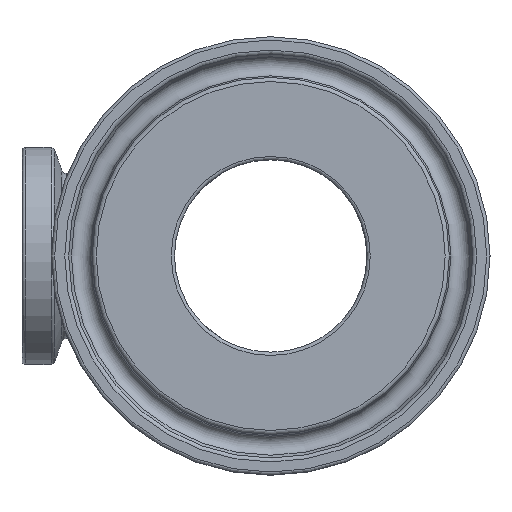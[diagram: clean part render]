
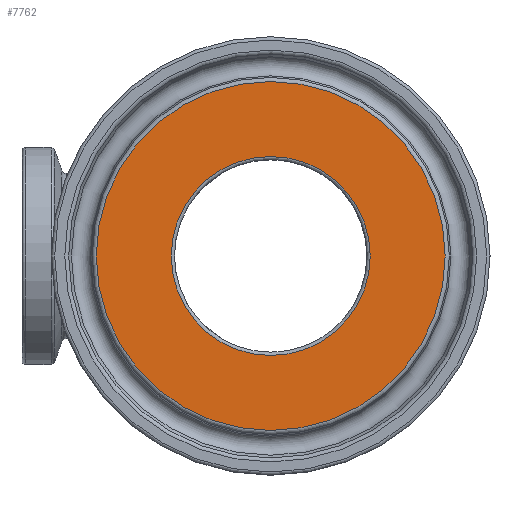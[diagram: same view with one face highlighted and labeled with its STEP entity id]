
A CAD part, left-side view. The second image highlights one B-rep face of the part: STEP entity #7762.
In plain terms, the highlighted planar face has unit normal (-1, 0, 0).
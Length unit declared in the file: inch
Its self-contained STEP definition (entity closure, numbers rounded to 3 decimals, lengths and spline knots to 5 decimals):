
#174=FACE_BOUND('',#1499,.T.);
#374=PLANE('',#8253);
#980=FACE_OUTER_BOUND('',#1498,.T.);
#1498=EDGE_LOOP('',(#7167));
#1499=EDGE_LOOP('',(#7168));
#2738=CIRCLE('',#8252,0.45);
#2739=CIRCLE('',#8254,0.78916);
#3860=VERTEX_POINT('',#16811);
#3861=VERTEX_POINT('',#16814);
#4972=EDGE_CURVE('',#3860,#3860,#2738,.T.);
#4973=EDGE_CURVE('',#3861,#3861,#2739,.T.);
#7167=ORIENTED_EDGE('',*,*,#4973,.F.);
#7168=ORIENTED_EDGE('',*,*,#4972,.F.);
#7762=ADVANCED_FACE('',(#980,#174),#374,.T.);
#8252=AXIS2_PLACEMENT_3D('',#16812,#9736,#9737);
#8253=AXIS2_PLACEMENT_3D('',#16813,#9738,#9739);
#8254=AXIS2_PLACEMENT_3D('',#16815,#9740,#9741);
#9736=DIRECTION('center_axis',(-1.,0.,0.));
#9737=DIRECTION('ref_axis',(0.,-1.,0.));
#9738=DIRECTION('center_axis',(-1.,0.,0.));
#9739=DIRECTION('ref_axis',(0.,0.,1.));
#9740=DIRECTION('center_axis',(1.,0.,0.));
#9741=DIRECTION('ref_axis',(0.,-1.,0.));
#16811=CARTESIAN_POINT('',(-0.5,0.45,0.));
#16812=CARTESIAN_POINT('Origin',(-0.5,0.,0.));
#16813=CARTESIAN_POINT('Origin',(-0.5,0.80316,0.));
#16814=CARTESIAN_POINT('',(-0.5,0.78916,0.));
#16815=CARTESIAN_POINT('Origin',(-0.5,0.,0.));
